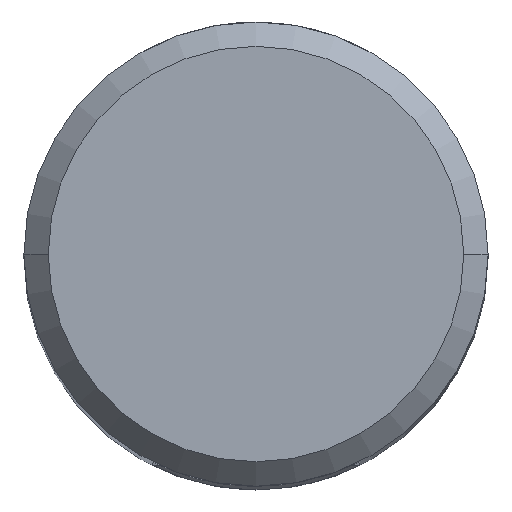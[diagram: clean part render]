
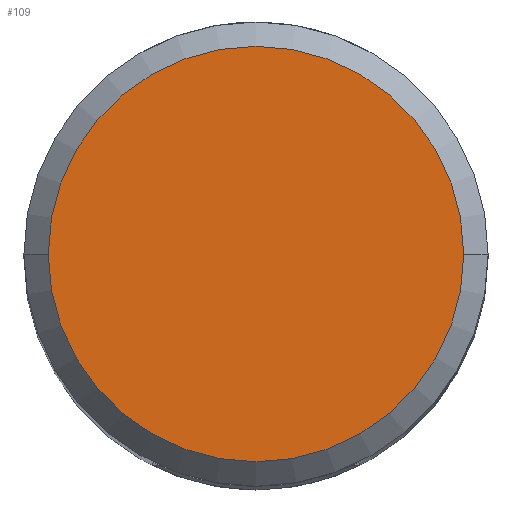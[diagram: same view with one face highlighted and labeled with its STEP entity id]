
A CAD part, top view. The second image highlights one B-rep face of the part: STEP entity #109.
In plain terms, the highlighted planar face has unit normal (0, 0, 1).
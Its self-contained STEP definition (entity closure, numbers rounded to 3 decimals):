
#41=PLANE('',#419);
#53=FACE_OUTER_BOUND('',#162,.T.);
#109=ADVANCED_FACE('',(#53),#41,.T.);
#162=EDGE_LOOP('',(#215,#216));
#215=ORIENTED_EDGE('',*,*,#320,.T.);
#216=ORIENTED_EDGE('',*,*,#311,.T.);
#277=VERTEX_POINT('',#585);
#278=VERTEX_POINT('',#586);
#311=EDGE_CURVE('',#277,#278,#348,.T.);
#320=EDGE_CURVE('',#278,#277,#355,.T.);
#348=CIRCLE('',#407,8.518);
#355=CIRCLE('',#418,8.518);
#407=AXIS2_PLACEMENT_3D('',#584,#478,#479);
#418=AXIS2_PLACEMENT_3D('',#605,#502,#503);
#419=AXIS2_PLACEMENT_3D('',#606,#504,#505);
#478=DIRECTION('',(0.,0.,1.));
#479=DIRECTION('',(1.,0.,0.));
#502=DIRECTION('',(0.,0.,1.));
#503=DIRECTION('',(1.,0.,0.));
#504=DIRECTION('',(0.,0.,1.));
#505=DIRECTION('',(-1.,0.,0.));
#584=CARTESIAN_POINT('',(0.,0.,0.));
#585=CARTESIAN_POINT('',(8.518,0.,0.));
#586=CARTESIAN_POINT('',(-8.518,0.,0.));
#605=CARTESIAN_POINT('',(0.,0.,0.));
#606=CARTESIAN_POINT('',(0.,3.,0.));
